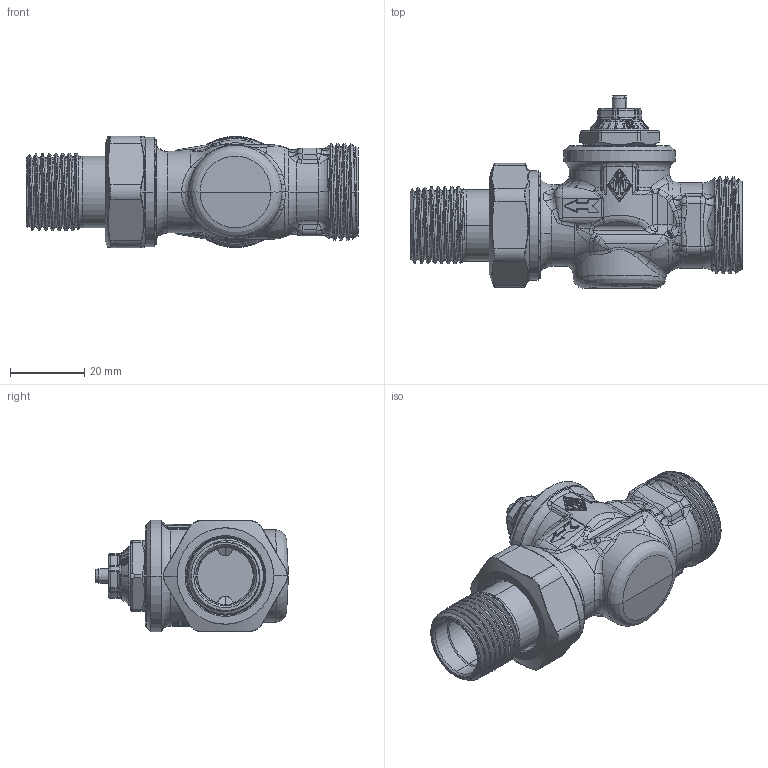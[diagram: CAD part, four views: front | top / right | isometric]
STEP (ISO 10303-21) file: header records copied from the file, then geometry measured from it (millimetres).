
FILE_DESCRIPTION((''),'2;1');
FILE_NAME('3956-02-000-FERTIG5','2020-11-17T14:11:56',('perben'),(''),'CREO PARAMETRIC BY PTC INC, 2019030','CREO PARAMETRIC BY PTC INC, 2019030','');
FILE_SCHEMA(('CONFIG_CONTROL_DESIGN'));
Products named in the file (1): 3956-02-000-FERTIG5
Bounding box: 89.45 x 52 x 30 mm (x, y, z)
Volume: 44474.5 mm3; surface area: 14769 mm2
Topology: 1 solids, 1 shells, 1827 faces, 4675 edges, 2788 vertices
Faces by surface type: cylinder 553, bspline 457, plane 308, torus 184, extrusion 138, sphere 97, cone 90
Entity records: 104607 total; most frequent: CARTESIAN_POINT 65674, ORIENTED_EDGE 9168, DIRECTION 6406, EDGE_CURVE 4584, VERTEX_POINT 2788, AXIS2_PLACEMENT_3D 2531, B_SPLINE_CURVE_WITH_KNOTS 2217, EDGE_LOOP 1856
